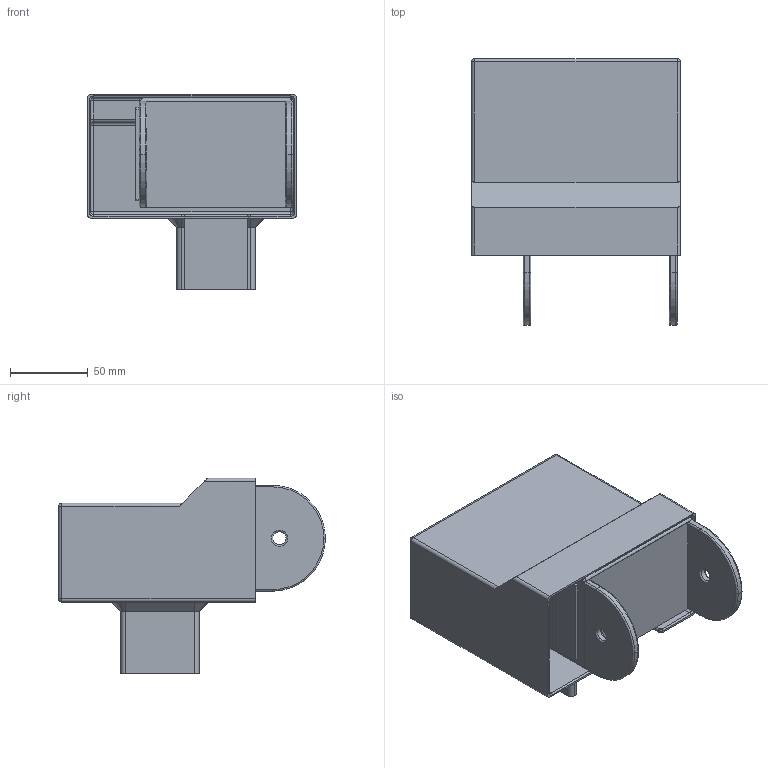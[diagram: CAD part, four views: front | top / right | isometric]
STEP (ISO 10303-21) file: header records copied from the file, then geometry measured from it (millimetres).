
FILE_DESCRIPTION(('FreeCAD Model'),'2;1');
FILE_NAME('Open CASCADE Shape Model','2025-02-10T01:40:26',('Author'),( ''),'Open CASCADE STEP processor 7.6','FreeCAD','Unknown');
FILE_SCHEMA(('AUTOMOTIVE_DESIGN { 1 0 10303 214 1 1 1 1 }'));
Length unit declared in the file: millimetre
Products named in the file (7): _8_07_cam_frame; Cam_frame_body; Top_ports_cover_body; Side_ports_cover_body; Battery_ports_cover_body; Battery_front_cover; Shield
Assembly tree (6 placements, depth 2):
  _8_07_cam_frame
    Cam_frame_body
    Top_ports_cover_body
    Side_ports_cover_body
    Battery_ports_cover_body
    Battery_front_cover
    Shield
Bounding box: 134 x 171.3 x 125.5 mm (x, y, z)
Volume: 283176.6 mm3; surface area: 218565.7 mm2
Topology: 6 solids, 6 shells, 449 faces, 1159 edges, 723 vertices
Faces by surface type: cylinder 200, plane 193, torus 28, sphere 12, bspline 10, cone 4, revolution 2
Full cylindrical faces by diameter (mm): 2.8 x4, 3 x4, 6 x4, 7.5 x1, 8 x1, 8.5 x2
Entity records: 32167 total; most frequent: CARTESIAN_POINT 8775, DIRECTION 4518, LINE 2607, VECTOR 2607, ORIENTED_EDGE 2282, PCURVE 2282, DEFINITIONAL_REPRESENTATION 2282, EDGE_CURVE 1141
